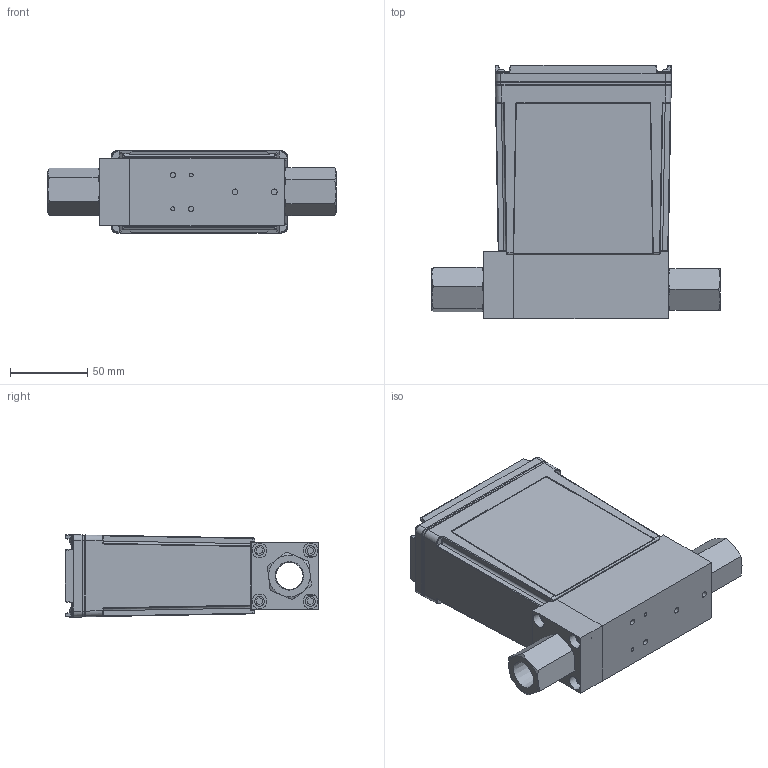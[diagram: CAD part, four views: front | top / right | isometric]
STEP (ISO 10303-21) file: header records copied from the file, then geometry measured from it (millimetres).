
FILE_DESCRIPTION (( 'STEP AP214' ), '1' );
FILE_NAME ('GE250-.50NPTF-9Pin-RS485.STEP', '2016-01-26T14:42:50', ( 'MKS' ), ( 'MKS' ), 'SwSTEP 2.0', 'SolidWorks 2012', '' );
FILE_SCHEMA (( 'AUTOMOTIVE_DESIGN' ));
Length unit declared in the file: inch
Products named in the file (1): GE250-.50NPTF-9Pin-RS485
Bounding box: 186.97 x 164.52 x 53.49 mm (x, y, z)
Surface area: 105398 mm2 (no closed solid volume)
Topology: 0 solids, 55 shells, 615 faces, 2389 edges, 1761 vertices
Faces by surface type: plane 286, cylinder 189, bspline 99, cone 19, sphere 14, torus 8
Full cylindrical faces by diameter (mm): 0.61 x9, 2.261 x2, 2.5 x2, 3.454 x2, 3.797 x2, 5.944 x3, 6.147 x4, 6.35 x2, 9.525 x4, 14.224 x1
Entity records: 38774 total; most frequent: CARTESIAN_POINT 12809, ORIENTED_EDGE 3340, DIRECTION 3334, EDGE_CURVE 2319, VERTEX_POINT 1757, LINE 1286, VECTOR 1286, AXIS2_PLACEMENT_3D 1024
